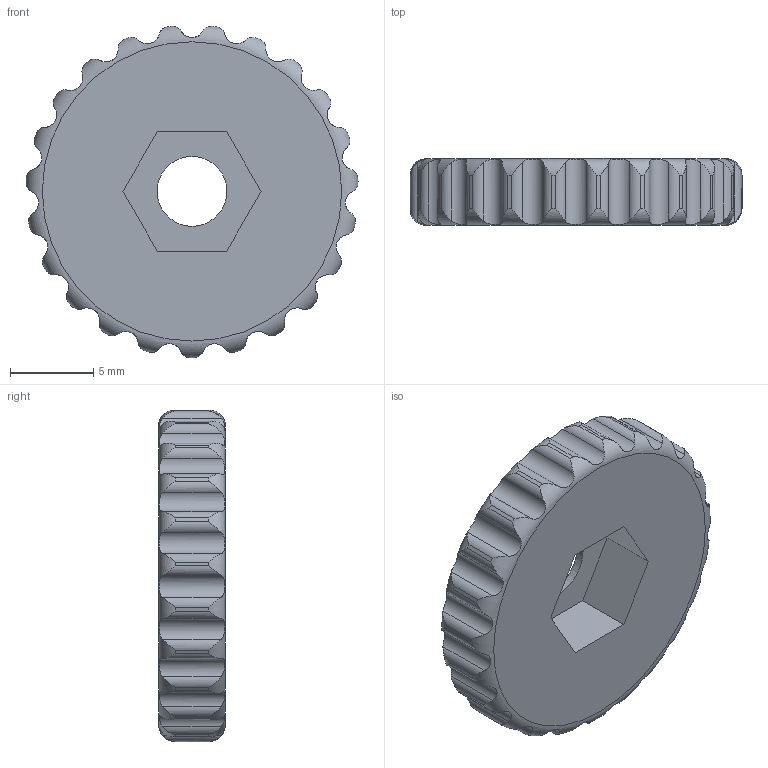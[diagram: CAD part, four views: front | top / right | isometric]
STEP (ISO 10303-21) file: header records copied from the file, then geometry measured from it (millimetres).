
FILE_DESCRIPTION(/* description */ (''),/* implementation_level */ '2;1');
FILE_NAME(/* name */ 'screw_wheel_20_m4.step',/* time_stamp */ '2022-06-08T09:14:25+02:00',/* author */ (''),/* organization */ (''),/* preprocessor_version */ 'ST-DEVELOPER v18.1',/* originating_system */ 'Autodesk Translation Framework v10.14.0.1471',/* authorisation */ '');
FILE_SCHEMA (('AUTOMOTIVE_DESIGN { 1 0 10303 214 3 1 1 }'));
Length unit declared in the file: millimetre
Products named in the file (1): screw_wheel_20_m4
Bounding box: 19.97 x 4 x 19.93 mm (x, y, z)
Volume: 994.7 mm3; surface area: 912.9 mm2
Topology: 1 solids, 1 shells, 104 faces, 303 edges, 202 vertices
Faces by surface type: cylinder 93, plane 9, torus 2
Full cylindrical faces by diameter (mm): 4.2 x1
Entity records: 4730 total; most frequent: CARTESIAN_POINT 2158, ORIENTED_EDGE 606, DIRECTION 429, EDGE_CURVE 303, VERTEX_POINT 202, AXIS2_PLACEMENT_3D 159, B_SPLINE_CURVE_WITH_KNOTS 138, LINE 111
